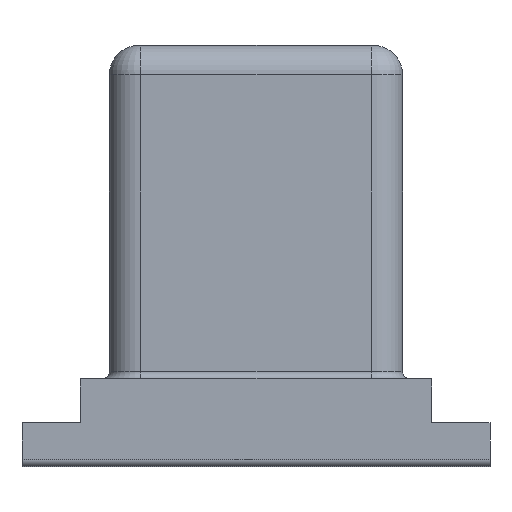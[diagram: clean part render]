
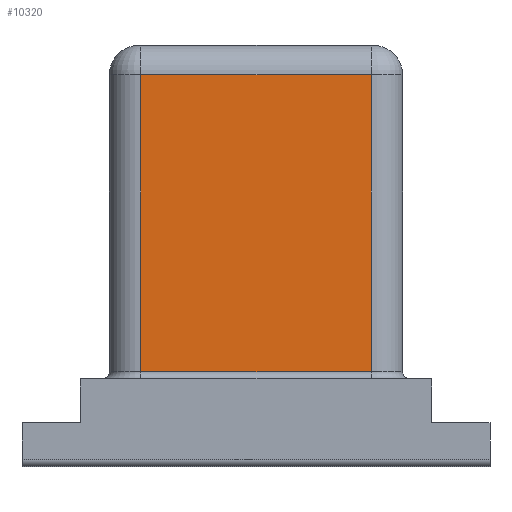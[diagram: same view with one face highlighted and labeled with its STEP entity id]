
A CAD part, front view. The second image highlights one B-rep face of the part: STEP entity #10320.
In plain terms, the highlighted planar face has unit normal (0, -1, 0).
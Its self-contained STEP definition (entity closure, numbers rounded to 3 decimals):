
#588 = DIRECTION ( 'NONE',  ( 1., 0., 0. ) ) ;
#619 = ORIENTED_EDGE ( 'NONE', *, *, #3501, .T. ) ;
#676 = DIRECTION ( 'NONE',  ( 0., 0., -1. ) ) ;
#851 = CARTESIAN_POINT ( 'NONE',  ( 42.498, -84.275, 14.4 ) ) ;
#1070 = PLANE ( 'NONE',  #8014 ) ;
#1806 = CARTESIAN_POINT ( 'NONE',  ( 34.623, -84.275, 13.4 ) ) ;
#1938 = FACE_OUTER_BOUND ( 'NONE', #2919, .T. ) ;
#2748 = DIRECTION ( 'NONE',  ( 0., 0., 1. ) ) ;
#2844 = CARTESIAN_POINT ( 'NONE',  ( 42.498, -84.275, 13.4 ) ) ;
#2919 = EDGE_LOOP ( 'NONE', ( #3151, #3843, #9029, #619 ) ) ;
#3151 = ORIENTED_EDGE ( 'NONE', *, *, #5956, .F. ) ;
#3318 = CARTESIAN_POINT ( 'NONE',  ( 34.623, -84.275, 3.25 ) ) ;
#3368 = VECTOR ( 'NONE', #8860, 1000. ) ;
#3501 = EDGE_CURVE ( 'NONE', #10907, #3865, #6061, .T. ) ;
#3596 = VERTEX_POINT ( 'NONE', #4625 ) ;
#3843 = ORIENTED_EDGE ( 'NONE', *, *, #6854, .T. ) ;
#3865 = VERTEX_POINT ( 'NONE', #11261 ) ;
#4375 = LINE ( 'NONE', #1806, #3368 ) ;
#4625 = CARTESIAN_POINT ( 'NONE',  ( 34.623, -84.275, 13.4 ) ) ;
#5903 = EDGE_CURVE ( 'NONE', #3596, #10907, #11231, .T. ) ;
#5956 = EDGE_CURVE ( 'NONE', #9712, #3865, #10715, .T. ) ;
#6061 = LINE ( 'NONE', #3318, #11211 ) ;
#6531 = DIRECTION ( 'NONE',  ( 0., 1., 0. ) ) ;
#6854 = EDGE_CURVE ( 'NONE', #9712, #3596, #4375, .T. ) ;
#7214 = DIRECTION ( 'NONE',  ( 0., 0., -1. ) ) ;
#7248 = CARTESIAN_POINT ( 'NONE',  ( 34.623, -84.275, 14.4 ) ) ;
#8014 = AXIS2_PLACEMENT_3D ( 'NONE', #7248, #6531, #2748 ) ;
#8652 = CARTESIAN_POINT ( 'NONE',  ( 34.623, -84.275, 14.4 ) ) ;
#8860 = DIRECTION ( 'NONE',  ( -1., 0., 0. ) ) ;
#9029 = ORIENTED_EDGE ( 'NONE', *, *, #5903, .T. ) ;
#9310 = CARTESIAN_POINT ( 'NONE',  ( 34.623, -84.275, 3.25 ) ) ;
#9594 = VECTOR ( 'NONE', #676, 1000. ) ;
#9712 = VERTEX_POINT ( 'NONE', #2844 ) ;
#9982 = VECTOR ( 'NONE', #7214, 1000. ) ;
#10320 = ADVANCED_FACE ( 'NONE', ( #1938 ), #1070, .F. ) ;
#10715 = LINE ( 'NONE', #851, #9982 ) ;
#10907 = VERTEX_POINT ( 'NONE', #9310 ) ;
#11211 = VECTOR ( 'NONE', #588, 1000. ) ;
#11231 = LINE ( 'NONE', #8652, #9594 ) ;
#11261 = CARTESIAN_POINT ( 'NONE',  ( 42.498, -84.275, 3.25 ) ) ;
